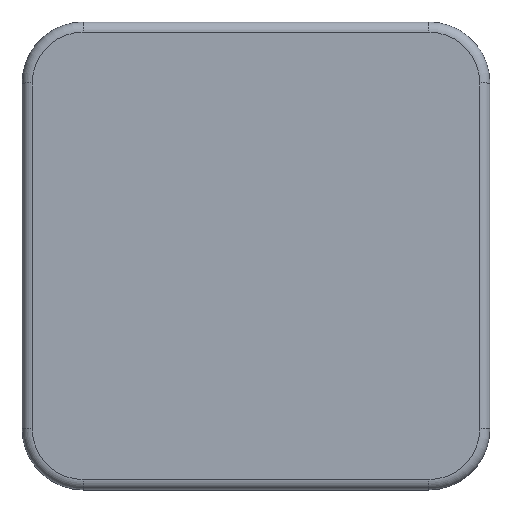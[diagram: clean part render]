
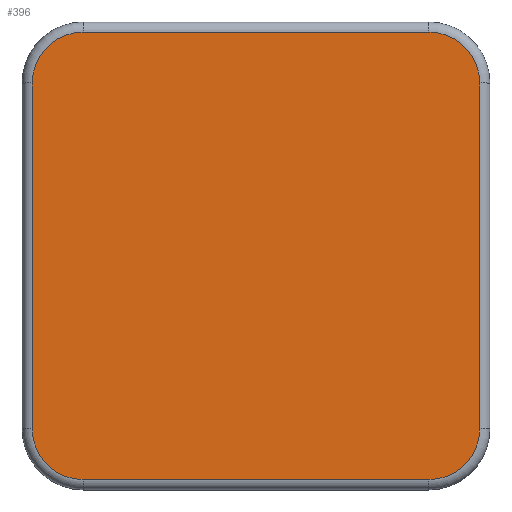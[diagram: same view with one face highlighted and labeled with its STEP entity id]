
A CAD part, top view. The second image highlights one B-rep face of the part: STEP entity #396.
In plain terms, the highlighted planar face has unit normal (0, 0, 1).
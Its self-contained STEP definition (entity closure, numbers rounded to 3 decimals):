
#19=PLANE('',#468);
#52=FACE_OUTER_BOUND('',#78,.T.);
#78=EDGE_LOOP('',(#345,#346,#347,#348,#349,#350,#351,#352));
#96=LINE('',#690,#120);
#98=LINE('',#700,#122);
#100=LINE('',#712,#124);
#101=LINE('',#719,#125);
#120=VECTOR('',#562,10.);
#122=VECTOR('',#574,10.);
#124=VECTOR('',#588,10.);
#125=VECTOR('',#599,10.);
#148=CIRCLE('',#446,0.25);
#152=CIRCLE('',#452,0.25);
#156=CIRCLE('',#458,0.25);
#160=CIRCLE('',#464,0.25);
#182=VERTEX_POINT('',#682);
#183=VERTEX_POINT('',#684);
#184=VERTEX_POINT('',#688);
#185=VERTEX_POINT('',#692);
#186=VERTEX_POINT('',#696);
#188=VERTEX_POINT('',#702);
#190=VERTEX_POINT('',#708);
#192=VERTEX_POINT('',#714);
#227=EDGE_CURVE('',#182,#183,#148,.T.);
#230=EDGE_CURVE('',#183,#184,#96,.T.);
#232=EDGE_CURVE('',#184,#185,#152,.T.);
#235=EDGE_CURVE('',#185,#186,#98,.T.);
#238=EDGE_CURVE('',#186,#188,#156,.T.);
#241=EDGE_CURVE('',#188,#190,#100,.T.);
#244=EDGE_CURVE('',#190,#192,#160,.T.);
#245=EDGE_CURVE('',#192,#182,#101,.T.);
#345=ORIENTED_EDGE('',*,*,#227,.F.);
#346=ORIENTED_EDGE('',*,*,#245,.F.);
#347=ORIENTED_EDGE('',*,*,#244,.F.);
#348=ORIENTED_EDGE('',*,*,#241,.F.);
#349=ORIENTED_EDGE('',*,*,#238,.F.);
#350=ORIENTED_EDGE('',*,*,#235,.F.);
#351=ORIENTED_EDGE('',*,*,#232,.F.);
#352=ORIENTED_EDGE('',*,*,#230,.F.);
#396=ADVANCED_FACE('',(#52),#19,.T.);
#446=AXIS2_PLACEMENT_3D('',#685,#554,#555);
#452=AXIS2_PLACEMENT_3D('',#694,#567,#568);
#458=AXIS2_PLACEMENT_3D('',#706,#581,#582);
#464=AXIS2_PLACEMENT_3D('',#717,#595,#596);
#468=AXIS2_PLACEMENT_3D('',#724,#606,#607);
#554=DIRECTION('center_axis',(0.,0.,-1.));
#555=DIRECTION('ref_axis',(-0.707,0.707,0.));
#562=DIRECTION('',(1.,0.,0.));
#567=DIRECTION('center_axis',(0.,0.,-1.));
#568=DIRECTION('ref_axis',(0.707,0.707,0.));
#574=DIRECTION('',(0.,-1.,0.));
#581=DIRECTION('center_axis',(0.,0.,-1.));
#582=DIRECTION('ref_axis',(0.707,-0.707,0.));
#588=DIRECTION('',(-1.,0.,0.));
#595=DIRECTION('center_axis',(0.,0.,-1.));
#596=DIRECTION('ref_axis',(-0.707,-0.707,0.));
#599=DIRECTION('',(0.,1.,0.));
#606=DIRECTION('center_axis',(0.,0.,1.));
#607=DIRECTION('ref_axis',(1.,0.,0.));
#682=CARTESIAN_POINT('',(-1.1,0.85,1.998));
#684=CARTESIAN_POINT('',(-0.85,1.1,1.998));
#685=CARTESIAN_POINT('Origin',(-0.85,0.85,1.998));
#688=CARTESIAN_POINT('',(0.85,1.1,1.998));
#690=CARTESIAN_POINT('',(0.425,1.1,1.998));
#692=CARTESIAN_POINT('',(1.1,0.85,1.998));
#694=CARTESIAN_POINT('Origin',(0.85,0.85,1.998));
#696=CARTESIAN_POINT('',(1.1,-0.85,1.998));
#700=CARTESIAN_POINT('',(1.1,-0.425,1.998));
#702=CARTESIAN_POINT('',(0.85,-1.1,1.998));
#706=CARTESIAN_POINT('Origin',(0.85,-0.85,1.998));
#708=CARTESIAN_POINT('',(-0.85,-1.1,1.998));
#712=CARTESIAN_POINT('',(-0.425,-1.1,1.998));
#714=CARTESIAN_POINT('',(-1.1,-0.85,1.998));
#717=CARTESIAN_POINT('Origin',(-0.85,-0.85,1.998));
#719=CARTESIAN_POINT('',(-1.1,0.425,1.998));
#724=CARTESIAN_POINT('Origin',(0.,0.,
1.998));
